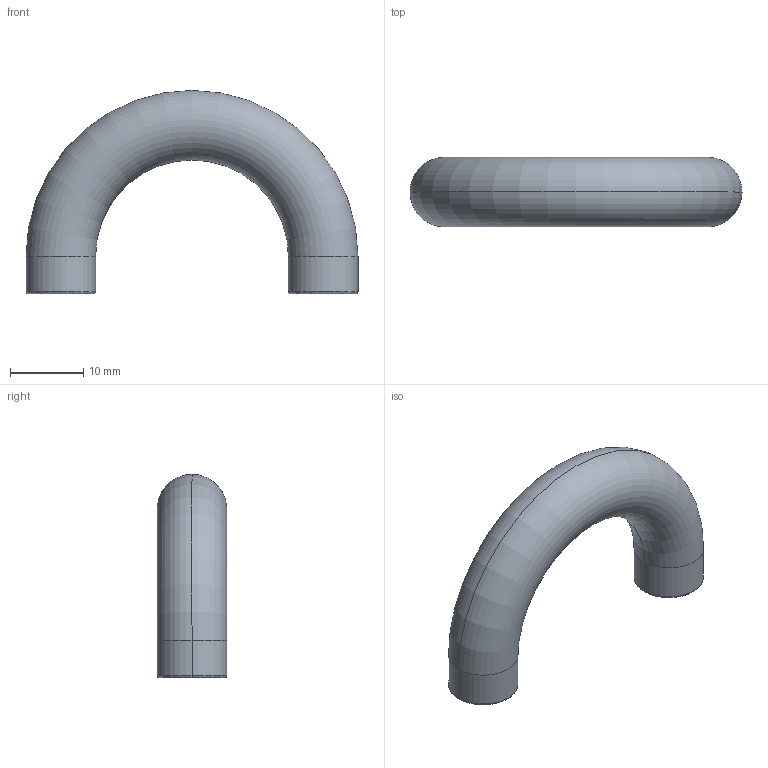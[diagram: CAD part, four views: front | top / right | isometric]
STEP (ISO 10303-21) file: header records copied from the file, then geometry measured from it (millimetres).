
FILE_DESCRIPTION(('produced by SPATIAL CORP'),'2;1');
FILE_NAME('elbow2.prt.hh.sat.stp', '2002-04-19T13:37:09+00:00',('SPATIAL CORP'),('SPATIAL CORP'), 'ACIS STEP Husk','http://www.spatial.com','SPATIAL CORP');
FILE_SCHEMA(('CONFIG_CONTROL_DESIGN'));
Length unit declared in the file: millimetre
Products named in the file (1): PRODUCT_ID_1
Bounding box: 45.44 x 9.53 x 27.8 mm (x, y, z)
Volume: 1807.4 mm3; surface area: 3607.1 mm2
Topology: 1 solids, 1 shells, 18 faces, 36 edges, 20 vertices
Faces by surface type: torus 8, cylinder 8, plane 2
Entity records: 561 total; most frequent: DIRECTION 100, CARTESIAN_POINT 74, ORIENTED_EDGE 72, AXIS2_PLACEMENT_3D 46, EDGE_CURVE 36, CIRCLE 28, VERTEX_POINT 20, EDGE_LOOP 20
